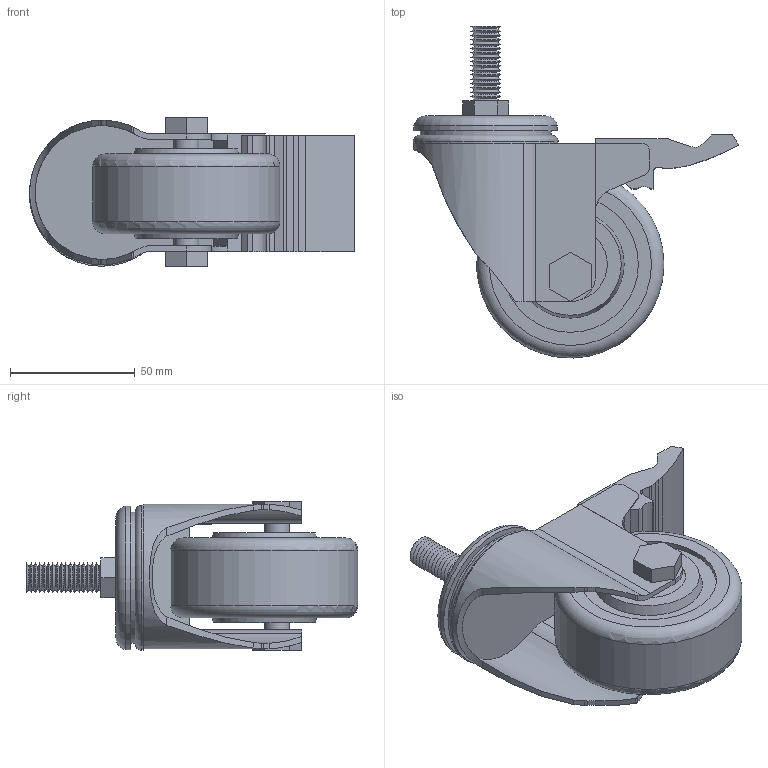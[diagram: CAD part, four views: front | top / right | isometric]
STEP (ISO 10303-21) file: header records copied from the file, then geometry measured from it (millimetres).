
FILE_DESCRIPTION( ( 'STEP AP214' ), '1' );
FILE_NAME( 'SK6-ZZ75108S.stp', '2023-05-08T01:14:00', ( 'License CC BY-ND 4.0' ), ( 'CADENAS' ), ' ', 'PARTsolutions', ' ' );
FILE_SCHEMA( ( 'AUTOMOTIVE_DESIGN { 1 0 10303 214 1 1 1 1 }' ) );
Length unit declared in the file: millimetre
Products named in the file (1): _SK6-ZZ75108S
Bounding box: 130.33 x 132.98 x 59.5 mm (x, y, z)
Volume: 227076.9 mm3; surface area: 51766.2 mm2
Topology: 1 solids, 1 shells, 162 faces, 394 edges, 248 vertices
Faces by surface type: plane 79, cylinder 40, cone 38, torus 5
Full cylindrical faces by diameter (mm): 10 x2, 20 x1, 29.6 x2, 52.494 x1, 54.5 x2, 57.5 x1, 58 x1
Entity records: 5902 total; most frequent: CARTESIAN_POINT 950, DIRECTION 778, ORIENTED_EDGE 672, EDGE_CURVE 336, AXIS2_PLACEMENT_3D 297, VERTEX_POINT 243, EDGE_LOOP 233, LINE 184
